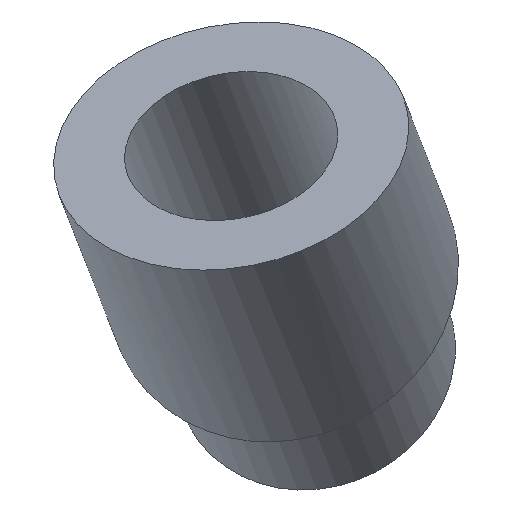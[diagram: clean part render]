
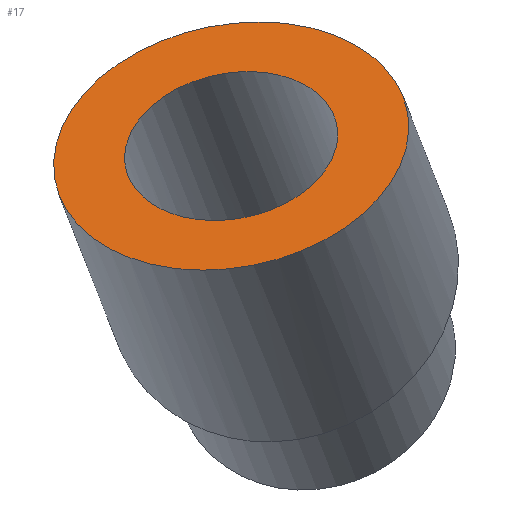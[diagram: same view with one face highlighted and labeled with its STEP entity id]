
A CAD part, left-side view. The second image highlights one B-rep face of the part: STEP entity #17.
In plain terms, the highlighted planar face has unit normal (-0.603, 0.106, 0.791).
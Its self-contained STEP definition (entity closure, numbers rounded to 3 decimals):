
#17 = ADVANCED_FACE('',(#18,#38),#58,.F.);
#18 = FACE_BOUND('',#19,.T.);
#19 = EDGE_LOOP('',(#20,#31));
#20 = ORIENTED_EDGE('',*,*,#21,.T.);
#21 = EDGE_CURVE('',#22,#24,#26,.T.);
#22 = VERTEX_POINT('',#23);
#23 = CARTESIAN_POINT('',(7219.836,-1577.68,
    -3159.417));
#24 = VERTEX_POINT('',#25);
#25 = CARTESIAN_POINT('',(6998.503,-1538.653,
    -3333.513));
#26 = ELLIPSE('',#27,142.145,125.);
#27 = AXIS2_PLACEMENT_3D('',#28,#29,#30);
#28 = CARTESIAN_POINT('',(7109.169,-1558.166,
    -3246.465));
#29 = DIRECTION('',(-0.603,0.106,0.791));
#30 = DIRECTION('',(0.779,-0.137,0.612));
#31 = ORIENTED_EDGE('',*,*,#32,.T.);
#32 = EDGE_CURVE('',#24,#22,#33,.T.);
#33 = ELLIPSE('',#34,142.145,125.);
#34 = AXIS2_PLACEMENT_3D('',#35,#36,#37);
#35 = CARTESIAN_POINT('',(7109.169,-1558.166,
    -3246.465));
#36 = DIRECTION('',(-0.603,0.106,0.791));
#37 = DIRECTION('',(0.779,-0.137,0.612));
#38 = FACE_BOUND('',#39,.T.);
#39 = EDGE_LOOP('',(#40,#51));
#40 = ORIENTED_EDGE('',*,*,#41,.T.);
#41 = EDGE_CURVE('',#42,#44,#46,.T.);
#42 = VERTEX_POINT('',#43);
#43 = CARTESIAN_POINT('',(7096.146,-1632.027,
    -3246.465));
#44 = VERTEX_POINT('',#45);
#45 = CARTESIAN_POINT('',(7122.193,-1484.306,
    -3246.465));
#46 = ELLIPSE('',#47,85.287,75.);
#47 = AXIS2_PLACEMENT_3D('',#48,#49,#50);
#48 = CARTESIAN_POINT('',(7109.169,-1558.166,
    -3246.465));
#49 = DIRECTION('',(0.603,-0.106,-0.791));
#50 = DIRECTION('',(0.779,-0.137,0.612));
#51 = ORIENTED_EDGE('',*,*,#52,.T.);
#52 = EDGE_CURVE('',#44,#42,#53,.T.);
#53 = ELLIPSE('',#54,85.287,75.);
#54 = AXIS2_PLACEMENT_3D('',#55,#56,#57);
#55 = CARTESIAN_POINT('',(7109.169,-1558.166,
    -3246.465));
#56 = DIRECTION('',(0.603,-0.106,-0.791));
#57 = DIRECTION('',(0.779,-0.137,0.612));
#58 = PLANE('',#59);
#59 = AXIS2_PLACEMENT_3D('',#60,#61,#62);
#60 = CARTESIAN_POINT('',(7191.552,-1268.065,
    -3222.641));
#61 = DIRECTION('',(0.603,-0.106,-0.791));
#62 = DIRECTION('',(0.7,-0.404,0.589));
